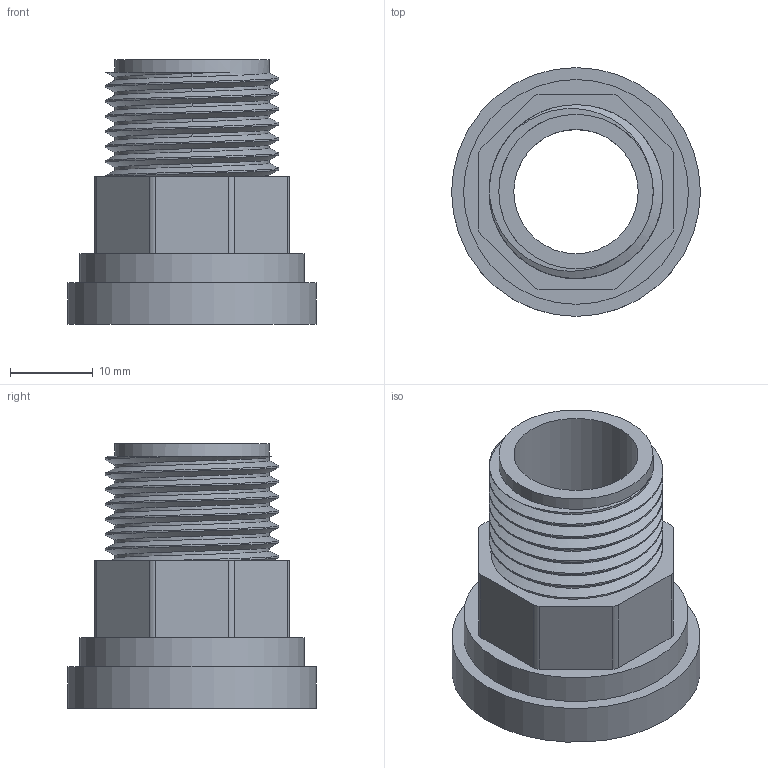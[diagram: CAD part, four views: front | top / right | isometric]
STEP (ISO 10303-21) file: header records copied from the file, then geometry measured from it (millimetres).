
FILE_DESCRIPTION(/* description */ (''),/* implementation_level */ '2;1');
FILE_NAME(/* name */ 'MF0609.000.020.step',/* time_stamp */ '2026-01-07T09:57:40+01:00',/* author */ (''),/* organization */ (''),/* preprocessor_version */ 'ST-DEVELOPER v20.1',/* originating_system */ 'Autodesk Translation Framework v14.21.0.0',/* authorisation */ '');
FILE_SCHEMA (('AUTOMOTIVE_DESIGN { 1 0 10303 214 3 1 1 }'));
Length unit declared in the file: millimetre
Products named in the file (1): 2026-01-07-08-51-26-021
Bounding box: 30 x 30 x 31.9 mm (x, y, z)
Volume: 8061.7 mm3; surface area: 5574.2 mm2
Topology: 1 solids, 1 shells, 45 faces, 117 edges, 78 vertices
Faces by surface type: cylinder 28, plane 15, bspline 2
Full cylindrical faces by diameter (mm): 15 x1, 16 x1, 18.631 x7, 20.955 x6, 27.1 x1, 30 x1
Entity records: 5091 total; most frequent: CARTESIAN_POINT 3982, ORIENTED_EDGE 234, DIRECTION 201, EDGE_CURVE 117, VERTEX_POINT 78, AXIS2_PLACEMENT_3D 75, EDGE_LOOP 51, LINE 51
